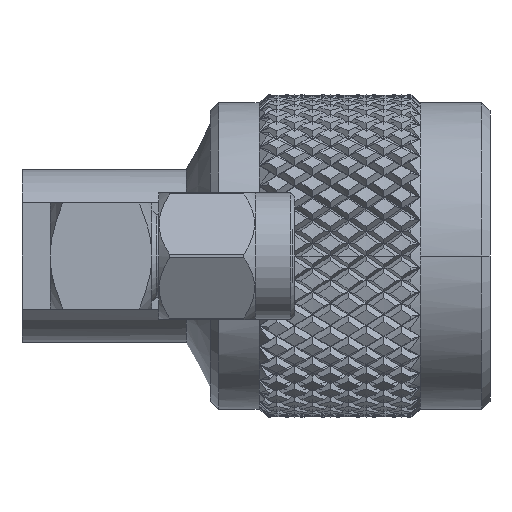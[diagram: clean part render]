
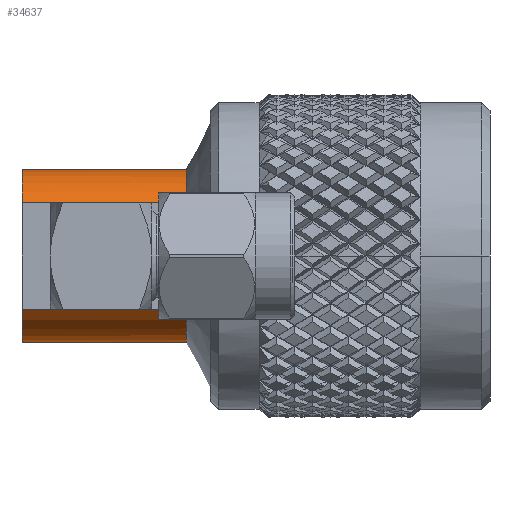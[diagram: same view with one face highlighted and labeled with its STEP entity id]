
A CAD part, left-side view. The second image highlights one B-rep face of the part: STEP entity #34637.
In plain terms, the highlighted cylindrical face has radius 5.395 mm (diameter 10.79 mm), a partial arc.
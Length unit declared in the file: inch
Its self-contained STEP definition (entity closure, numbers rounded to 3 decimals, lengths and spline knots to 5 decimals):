
#2951 = ORIENTED_EDGE ( 'NONE', *, *, #62267, .F. ) ;
#2965 = LINE ( 'NONE', #21309, #60805 ) ;
#3049 = CARTESIAN_POINT ( 'NONE',  ( 0.46208, 0., 0. ) ) ;
#5535 = CARTESIAN_POINT ( 'NONE',  ( -5.70743, 0., 0. ) ) ;
#8240 = VERTEX_POINT ( 'NONE', #78138 ) ;
#9003 = EDGE_CURVE ( 'NONE', #8240, #61453, #59889, .T. ) ;
#10072 = VERTEX_POINT ( 'NONE', #91055 ) ;
#11181 = EDGE_CURVE ( 'NONE', #10072, #8240, #2965, .T. ) ;
#11807 = VERTEX_POINT ( 'NONE', #74487 ) ;
#12727 = FACE_OUTER_BOUND ( 'NONE', #20278, .T. ) ;
#13715 = DIRECTION ( 'NONE',  ( 0., 0., 1. ) ) ;
#17006 = AXIS2_PLACEMENT_3D ( 'NONE', #91972, #77409, #85685 ) ;
#18193 = DIRECTION ( 'NONE',  ( 0., 0., 1. ) ) ;
#20278 = EDGE_LOOP ( 'NONE', ( #67371, #2951, #88958, #89002, #47038 ) ) ;
#21309 = CARTESIAN_POINT ( 'NONE',  ( 0.05962, 0.13037, 0.16769 ) ) ;
#24570 = CARTESIAN_POINT ( 'NONE',  ( 0.46208, -0.13037, 0.16769 ) ) ;
#27270 = AXIS2_PLACEMENT_3D ( 'NONE', #5535, #66559, #13715 ) ;
#28194 = CYLINDRICAL_SURFACE ( 'NONE', #27270, 0.21241 ) ;
#28934 = AXIS2_PLACEMENT_3D ( 'NONE', #3049, #63410, #18193 ) ;
#31227 = LINE ( 'NONE', #58822, #33604 ) ;
#31521 = DIRECTION ( 'NONE',  ( -1., 0., 0. ) ) ;
#31829 = CARTESIAN_POINT ( 'NONE',  ( 0.05962, 0., 0. ) ) ;
#33226 = AXIS2_PLACEMENT_3D ( 'NONE', #31829, #31521, #61152 ) ;
#33604 = VECTOR ( 'NONE', #66089, 39.37008 ) ;
#34637 = ADVANCED_FACE ( 'NONE', ( #12727 ), #28194, .T. ) ;
#40331 = EDGE_CURVE ( 'NONE', #89446, #11807, #73045, .T. ) ;
#46221 = CIRCLE ( 'NONE', #33226, 0.21241 ) ;
#47038 = ORIENTED_EDGE ( 'NONE', *, *, #11181, .T. ) ;
#58822 = CARTESIAN_POINT ( 'NONE',  ( 0.05962, -0.13037, 0.16769 ) ) ;
#59889 = CIRCLE ( 'NONE', #28934, 0.21241 ) ;
#60805 = VECTOR ( 'NONE', #74091, 39.37008 ) ;
#61152 = DIRECTION ( 'NONE',  ( 0., 0., 1. ) ) ;
#61453 = VERTEX_POINT ( 'NONE', #24570 ) ;
#62267 = EDGE_CURVE ( 'NONE', #11807, #61453, #31227, .T. ) ;
#63410 = DIRECTION ( 'NONE',  ( -1., 0., 0. ) ) ;
#66089 = DIRECTION ( 'NONE',  ( 1., 0., 0. ) ) ;
#66559 = DIRECTION ( 'NONE',  ( -1., 0., 0. ) ) ;
#67371 = ORIENTED_EDGE ( 'NONE', *, *, #9003, .T. ) ;
#73045 = CIRCLE ( 'NONE', #17006, 0.21241 ) ;
#74091 = DIRECTION ( 'NONE',  ( 1., 0., 0. ) ) ;
#74487 = CARTESIAN_POINT ( 'NONE',  ( 0.05962, -0.13037, 0.16769 ) ) ;
#75780 = EDGE_CURVE ( 'NONE', #10072, #89446, #46221, .T. ) ;
#77409 = DIRECTION ( 'NONE',  ( -1., 0., 0. ) ) ;
#78138 = CARTESIAN_POINT ( 'NONE',  ( 0.46208, 0.13037, 0.16769 ) ) ;
#79892 = CARTESIAN_POINT ( 'NONE',  ( 0.05962, 0., -0.21241 ) ) ;
#85685 = DIRECTION ( 'NONE',  ( 0., 0., 1. ) ) ;
#88958 = ORIENTED_EDGE ( 'NONE', *, *, #40331, .F. ) ;
#89002 = ORIENTED_EDGE ( 'NONE', *, *, #75780, .F. ) ;
#89446 = VERTEX_POINT ( 'NONE', #79892 ) ;
#91055 = CARTESIAN_POINT ( 'NONE',  ( 0.05962, 0.13037, 0.16769 ) ) ;
#91972 = CARTESIAN_POINT ( 'NONE',  ( 0.05962, 0., 0. ) ) ;
